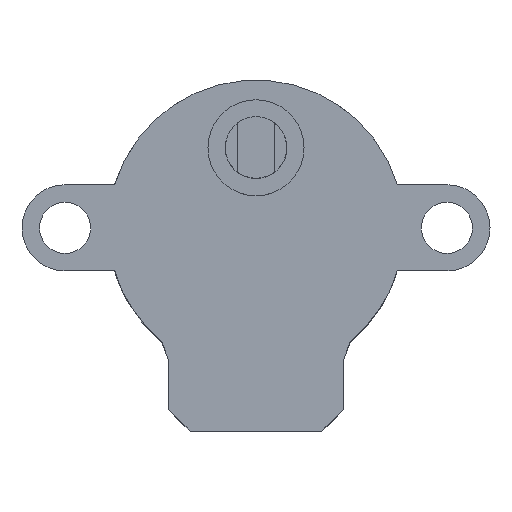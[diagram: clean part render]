
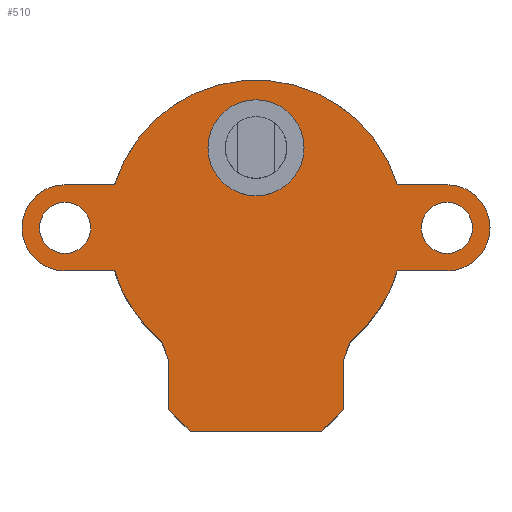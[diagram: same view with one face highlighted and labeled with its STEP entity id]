
A CAD part, top view. The second image highlights one B-rep face of the part: STEP entity #510.
In plain terms, the highlighted planar face has unit normal (0, 0, 1).
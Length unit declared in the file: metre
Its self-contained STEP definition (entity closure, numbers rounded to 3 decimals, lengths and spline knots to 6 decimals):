
#510 = ADVANCED_FACE( '', ( #1109, #1110, #1111, #1112 ), #1113, .F. );
#1109 = FACE_BOUND( '', #1845, .T. );
#1110 = FACE_OUTER_BOUND( '', #1846, .T. );
#1111 = FACE_BOUND( '', #1847, .T. );
#1112 = FACE_BOUND( '', #1848, .T. );
#1113 = PLANE( '', #1849 );
#1845 = EDGE_LOOP( '', ( #3379 ) );
#1846 = EDGE_LOOP( '', ( #3380, #3381, #3382, #3383, #3384, #3385, #3386, #3387, #3388, #3389, #3390, #3391, #3392, #3393, #3394, #3395 ) );
#1847 = EDGE_LOOP( '', ( #3396 ) );
#1848 = EDGE_LOOP( '', ( #3397 ) );
#1849 = AXIS2_PLACEMENT_3D( '', #3398, #3399, #3400 );
#3379 = ORIENTED_EDGE( '', *, *, #4872, .T. );
#3380 = ORIENTED_EDGE( '', *, *, #4873, .F. );
#3381 = ORIENTED_EDGE( '', *, *, #4874, .T. );
#3382 = ORIENTED_EDGE( '', *, *, #4460, .F. );
#3383 = ORIENTED_EDGE( '', *, *, #4352, .T. );
#3384 = ORIENTED_EDGE( '', *, *, #4729, .T. );
#3385 = ORIENTED_EDGE( '', *, *, #4875, .T. );
#3386 = ORIENTED_EDGE( '', *, *, #4876, .F. );
#3387 = ORIENTED_EDGE( '', *, *, #4877, .F. );
#3388 = ORIENTED_EDGE( '', *, *, #4546, .F. );
#3389 = ORIENTED_EDGE( '', *, *, #4878, .F. );
#3390 = ORIENTED_EDGE( '', *, *, #4879, .F. );
#3391 = ORIENTED_EDGE( '', *, *, #4317, .T. );
#3392 = ORIENTED_EDGE( '', *, *, #4880, .T. );
#3393 = ORIENTED_EDGE( '', *, *, #4753, .T. );
#3394 = ORIENTED_EDGE( '', *, *, #4881, .F. );
#3395 = ORIENTED_EDGE( '', *, *, #4775, .F. );
#3396 = ORIENTED_EDGE( '', *, *, #4882, .F. );
#3397 = ORIENTED_EDGE( '', *, *, #4807, .T. );
#3398 = CARTESIAN_POINT( '', ( 0., -0.0065, -0.0015 ) );
#3399 = DIRECTION( '', ( 0., 0., -1. ) );
#3400 = DIRECTION( '', ( 1., 0., 0. ) );
#4317 = EDGE_CURVE( '', #5159, #5160, #5161, .T. );
#4352 = EDGE_CURVE( '', #5218, #5222, #5224, .T. );
#4460 = EDGE_CURVE( '', #5218, #5404, #5408, .T. );
#4546 = EDGE_CURVE( '', #5556, #5557, #5558, .T. );
#4729 = EDGE_CURVE( '', #5222, #5826, #5828, .T. );
#4753 = EDGE_CURVE( '', #5861, #5862, #5863, .T. );
#4775 = EDGE_CURVE( '', #5895, #5891, #5897, .T. );
#4807 = EDGE_CURVE( '', #5943, #5943, #5944, .T. );
#4872 = EDGE_CURVE( '', #6031, #6031, #6032, .T. );
#4873 = EDGE_CURVE( '', #6033, #5895, #6034, .T. );
#4874 = EDGE_CURVE( '', #6033, #5404, #6035, .F. );
#4875 = EDGE_CURVE( '', #5826, #6036, #6037, .T. );
#4876 = EDGE_CURVE( '', #6038, #6036, #6039, .T. );
#4877 = EDGE_CURVE( '', #5557, #6038, #6040, .T. );
#4878 = EDGE_CURVE( '', #6041, #5556, #6042, .T. );
#4879 = EDGE_CURVE( '', #5159, #6041, #6043, .T. );
#4880 = EDGE_CURVE( '', #5160, #5861, #6044, .T. );
#4881 = EDGE_CURVE( '', #5891, #5862, #6045, .T. );
#4882 = EDGE_CURVE( '', #6046, #6046, #6047, .T. );
#5159 = VERTEX_POINT( '', #6394 );
#5160 = VERTEX_POINT( '', #6395 );
#5161 = LINE( '', #6396, #6397 );
#5218 = VERTEX_POINT( '', #6484 );
#5222 = VERTEX_POINT( '', #6490 );
#5224 = LINE( '', #6493, #6494 );
#5404 = VERTEX_POINT( '', #6770 );
#5408 = LINE( '', #6776, #6777 );
#5556 = VERTEX_POINT( '', #7017 );
#5557 = VERTEX_POINT( '', #7018 );
#5558 = CIRCLE( '', #7019, 0.0035 );
#5826 = VERTEX_POINT( '', #7448 );
#5828 = LINE( '', #7451, #7452 );
#5861 = VERTEX_POINT( '', #7502 );
#5862 = VERTEX_POINT( '', #7503 );
#5863 = LINE( '', #7504, #7505 );
#5891 = VERTEX_POINT( '', #7548 );
#5895 = VERTEX_POINT( '', #7554 );
#5897 = LINE( '', #7557, #7558 );
#5943 = VERTEX_POINT( '', #7639 );
#5944 = CIRCLE( '', #7640, 0.002075 );
#6031 = VERTEX_POINT( '', #7801 );
#6032 = CIRCLE( '', #7802, 0.0039 );
#6033 = VERTEX_POINT( '', #7803 );
#6034 = LINE( '', #7804, #7805 );
#6035 = LINE( '', #7806, #7807 );
#6036 = VERTEX_POINT( '', #7808 );
#6037 = LINE( '', #7809, #7810 );
#6038 = VERTEX_POINT( '', #7811 );
#6039 = CIRCLE( '', #7812, 0.012 );
#6040 = LINE( '', #7813, #7814 );
#6041 = VERTEX_POINT( '', #7815 );
#6042 = LINE( '', #7816, #7817 );
#6043 = CIRCLE( '', #7818, 0.012 );
#6044 = CIRCLE( '', #7819, 0.0035 );
#6045 = CIRCLE( '', #7820, 0.012 );
#6046 = VERTEX_POINT( '', #7821 );
#6047 = CIRCLE( '', #7822, 0.002075 );
#6394 = CARTESIAN_POINT( '', ( -0.011478, -0.003, -0.0015 ) );
#6395 = CARTESIAN_POINT( '', ( -0.0155, -0.003, -0.0015 ) );
#6396 = CARTESIAN_POINT( '', ( -0.013489, -0.003, -0.0015 ) );
#6397 = VECTOR( '', #8191, 1. );
#6484 = CARTESIAN_POINT( '', ( 0.00535, -0.023, -0.0015 ) );
#6490 = CARTESIAN_POINT( '', ( 0.0071, -0.02125, -0.0015 ) );
#6493 = CARTESIAN_POINT( '', ( 0.00535, -0.023, -0.0015 ) );
#6494 = VECTOR( '', #8217, 1. );
#6770 = CARTESIAN_POINT( '', ( -0.00535, -0.023, -0.0015 ) );
#6776 = CARTESIAN_POINT( '', ( -0.00355, -0.023, -0.0015 ) );
#6777 = VECTOR( '', #8302, 1. );
#7017 = CARTESIAN_POINT( '', ( 0.0155, -0.003, -0.0015 ) );
#7018 = CARTESIAN_POINT( '', ( 0.0155, -0.01, -0.0015 ) );
#7019 = AXIS2_PLACEMENT_3D( '', #8354, #8355, #8356 );
#7448 = CARTESIAN_POINT( '', ( 0.0071, -0.017245, -0.0015 ) );
#7451 = CARTESIAN_POINT( '', ( 0.0071, -0.020123, -0.0015 ) );
#7452 = VECTOR( '', #8476, 1. );
#7502 = CARTESIAN_POINT( '', ( -0.0155, -0.01, -0.0015 ) );
#7503 = CARTESIAN_POINT( '', ( -0.011478, -0.01, -0.0015 ) );
#7504 = CARTESIAN_POINT( '', ( -0.013489, -0.01, -0.0015 ) );
#7505 = VECTOR( '', #8490, 1. );
#7548 = CARTESIAN_POINT( '', ( -0.00765, -0.015745, -0.0015 ) );
#7554 = CARTESIAN_POINT( '', ( -0.0071, -0.017245, -0.0015 ) );
#7557 = CARTESIAN_POINT( '', ( -0.007375, -0.016495, -0.0015 ) );
#7558 = VECTOR( '', #8505, 1. );
#7639 = CARTESIAN_POINT( '', ( 0.017575, -0.0065, -0.0015 ) );
#7640 = AXIS2_PLACEMENT_3D( '', #8522, #8523, #8524 );
#7801 = CARTESIAN_POINT( '', ( -0.0039, 0., -0.0015 ) );
#7802 = AXIS2_PLACEMENT_3D( '', #8552, #8553, #8554 );
#7803 = CARTESIAN_POINT( '', ( -0.0071, -0.02125, -0.0015 ) );
#7804 = CARTESIAN_POINT( '', ( -0.0071, -0.020123, -0.0015 ) );
#7805 = VECTOR( '', #8555, 1. );
#7806 = CARTESIAN_POINT( '', ( -0.0071, -0.02125, -0.0015 ) );
#7807 = VECTOR( '', #8556, 1. );
#7808 = CARTESIAN_POINT( '', ( 0.00765, -0.015745, -0.0015 ) );
#7809 = CARTESIAN_POINT( '', ( 0.007375, -0.016495, -0.0015 ) );
#7810 = VECTOR( '', #8557, 1. );
#7811 = CARTESIAN_POINT( '', ( 0.011478, -0.01, -0.0015 ) );
#7812 = AXIS2_PLACEMENT_3D( '', #8558, #8559, #8560 );
#7813 = CARTESIAN_POINT( '', ( 0.013489, -0.01, -0.0015 ) );
#7814 = VECTOR( '', #8561, 1. );
#7815 = CARTESIAN_POINT( '', ( 0.011478, -0.003, -0.0015 ) );
#7816 = CARTESIAN_POINT( '', ( 0.013489, -0.003, -0.0015 ) );
#7817 = VECTOR( '', #8562, 1. );
#7818 = AXIS2_PLACEMENT_3D( '', #8563, #8564, #8565 );
#7819 = AXIS2_PLACEMENT_3D( '', #8566, #8567, #8568 );
#7820 = AXIS2_PLACEMENT_3D( '', #8569, #8570, #8571 );
#7821 = CARTESIAN_POINT( '', ( -0.013425, -0.0065, -0.0015 ) );
#7822 = AXIS2_PLACEMENT_3D( '', #8572, #8573, #8574 );
#8191 = DIRECTION( '', ( -1., 0., 0. ) );
#8217 = DIRECTION( '', ( 0.707, 0.707, 0. ) );
#8302 = DIRECTION( '', ( -1., 0., 0. ) );
#8354 = CARTESIAN_POINT( '', ( 0.0155, -0.0065, -0.0015 ) );
#8355 = DIRECTION( '', ( 0., 0., -1. ) );
#8356 = DIRECTION( '', ( 1., 0., 0. ) );
#8476 = DIRECTION( '', ( 0., 1., 0. ) );
#8490 = DIRECTION( '', ( 1., 0., 0. ) );
#8505 = DIRECTION( '', ( -0.344, 0.939, 0. ) );
#8522 = CARTESIAN_POINT( '', ( 0.0155, -0.0065, -0.0015 ) );
#8523 = DIRECTION( '', ( 0., 0., -1. ) );
#8524 = DIRECTION( '', ( 1., 0., 0. ) );
#8552 = CARTESIAN_POINT( '', ( 0., 0., -0.0015 ) );
#8553 = DIRECTION( '', ( 0., 0., -1. ) );
#8554 = DIRECTION( '', ( -1., 0., 0. ) );
#8555 = DIRECTION( '', ( 0., 1., 0. ) );
#8556 = DIRECTION( '', ( -0.707, 0.707, 0. ) );
#8557 = DIRECTION( '', ( 0.344, 0.939, 0. ) );
#8558 = CARTESIAN_POINT( '', ( 0., -0.0065, -0.0015 ) );
#8559 = DIRECTION( '', ( 0., 0., -1. ) );
#8560 = DIRECTION( '', ( -1., 0., 0. ) );
#8561 = DIRECTION( '', ( -1., 0., 0. ) );
#8562 = DIRECTION( '', ( 1., 0., 0. ) );
#8563 = CARTESIAN_POINT( '', ( 0., -0.0065, -0.0015 ) );
#8564 = DIRECTION( '', ( 0., 0., -1. ) );
#8565 = DIRECTION( '', ( -1., 0., 0. ) );
#8566 = CARTESIAN_POINT( '', ( -0.0155, -0.0065, -0.0015 ) );
#8567 = DIRECTION( '', ( 0., 0., 1. ) );
#8568 = DIRECTION( '', ( 1., 0., 0. ) );
#8569 = CARTESIAN_POINT( '', ( 0., -0.0065, -0.0015 ) );
#8570 = DIRECTION( '', ( 0., 0., -1. ) );
#8571 = DIRECTION( '', ( -1., 0., 0. ) );
#8572 = CARTESIAN_POINT( '', ( -0.0155, -0.0065, -0.0015 ) );
#8573 = DIRECTION( '', ( 0., 0., 1. ) );
#8574 = DIRECTION( '', ( 1., 0., 0. ) );
